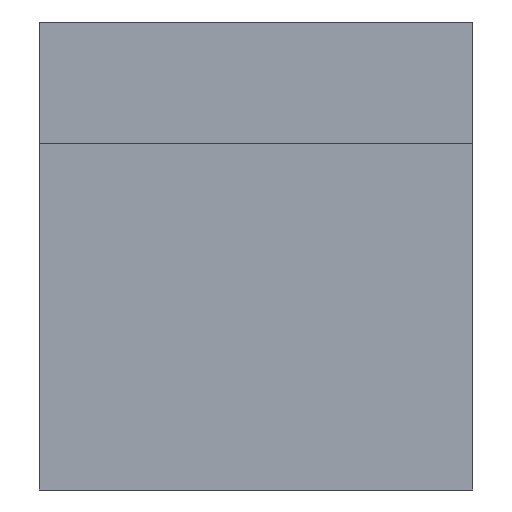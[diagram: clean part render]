
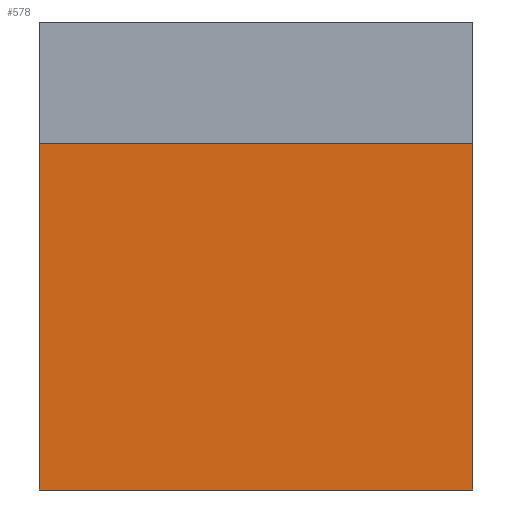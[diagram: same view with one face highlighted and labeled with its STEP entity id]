
A CAD part, front view. The second image highlights one B-rep face of the part: STEP entity #578.
In plain terms, the highlighted planar face has unit normal (0, -1, 0).
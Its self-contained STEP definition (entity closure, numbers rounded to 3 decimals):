
#27 = CARTESIAN_POINT ( 'NONE',  ( 25., -137.5, -40. ) ) ;
#56 = EDGE_LOOP ( 'NONE', ( #202, #859, #500, #906 ) ) ;
#122 = VERTEX_POINT ( 'NONE', #748 ) ;
#126 = LINE ( 'NONE', #1108, #1007 ) ;
#167 = VECTOR ( 'NONE', #656, 1000. ) ;
#190 = CARTESIAN_POINT ( 'NONE',  ( 25., -137.5, -40. ) ) ;
#202 = ORIENTED_EDGE ( 'NONE', *, *, #889, .T. ) ;
#275 = DIRECTION ( 'NONE',  ( 0., 0., 1. ) ) ;
#304 = DIRECTION ( 'NONE',  ( 0., 0., 1. ) ) ;
#375 = CARTESIAN_POINT ( 'NONE',  ( -25., -137.5, 0. ) ) ;
#427 = PLANE ( 'NONE',  #674 ) ;
#443 = VERTEX_POINT ( 'NONE', #937 ) ;
#500 = ORIENTED_EDGE ( 'NONE', *, *, #723, .F. ) ;
#513 = DIRECTION ( 'NONE',  ( 0., 0., 1. ) ) ;
#578 = ADVANCED_FACE ( 'NONE', ( #863 ), #427, .F. ) ;
#586 = LINE ( 'NONE', #27, #167 ) ;
#656 = DIRECTION ( 'NONE',  ( -1., 0., 0. ) ) ;
#674 = AXIS2_PLACEMENT_3D ( 'NONE', #1065, #702, #513 ) ;
#702 = DIRECTION ( 'NONE',  ( 0., 1., 0. ) ) ;
#722 = VERTEX_POINT ( 'NONE', #375 ) ;
#723 = EDGE_CURVE ( 'NONE', #122, #443, #586, .T. ) ;
#733 = CARTESIAN_POINT ( 'NONE',  ( 25., -137.5, 0. ) ) ;
#748 = CARTESIAN_POINT ( 'NONE',  ( 25., -137.5, -40. ) ) ;
#788 = VECTOR ( 'NONE', #866, 1000. ) ;
#805 = EDGE_CURVE ( 'NONE', #443, #722, #126, .T. ) ;
#852 = CARTESIAN_POINT ( 'NONE',  ( 25., -137.5, 0. ) ) ;
#859 = ORIENTED_EDGE ( 'NONE', *, *, #805, .F. ) ;
#863 = FACE_OUTER_BOUND ( 'NONE', #56, .T. ) ;
#866 = DIRECTION ( 'NONE',  ( -1., 0., 0. ) ) ;
#889 = EDGE_CURVE ( 'NONE', #1032, #722, #1058, .T. ) ;
#906 = ORIENTED_EDGE ( 'NONE', *, *, #1003, .T. ) ;
#937 = CARTESIAN_POINT ( 'NONE',  ( -25., -137.5, -40. ) ) ;
#1003 = EDGE_CURVE ( 'NONE', #122, #1032, #1072, .T. ) ;
#1007 = VECTOR ( 'NONE', #304, 1000. ) ;
#1032 = VERTEX_POINT ( 'NONE', #733 ) ;
#1058 = LINE ( 'NONE', #852, #788 ) ;
#1065 = CARTESIAN_POINT ( 'NONE',  ( 25., -137.5, -40. ) ) ;
#1072 = LINE ( 'NONE', #190, #1085 ) ;
#1085 = VECTOR ( 'NONE', #275, 1000. ) ;
#1108 = CARTESIAN_POINT ( 'NONE',  ( -25., -137.5, -40. ) ) ;
